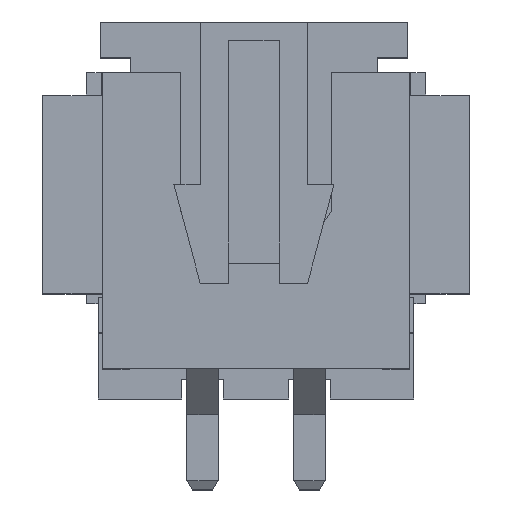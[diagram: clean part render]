
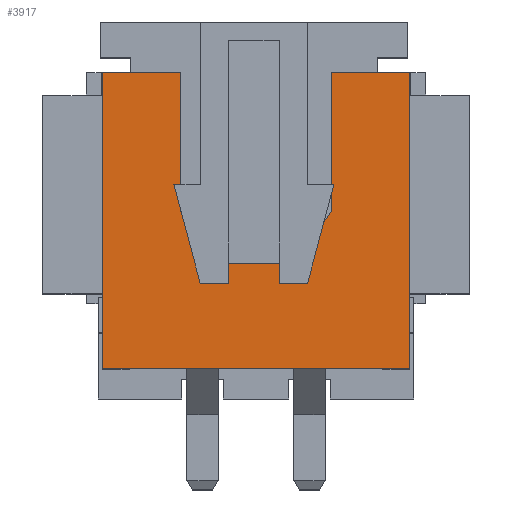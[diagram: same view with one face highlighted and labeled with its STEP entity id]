
A CAD part, top view. The second image highlights one B-rep face of the part: STEP entity #3917.
In plain terms, the highlighted planar face has unit normal (0, 0, 1).
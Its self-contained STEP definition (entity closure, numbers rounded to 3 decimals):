
#238=PLANE('',#4145);
#438=FACE_OUTER_BOUND('',#647,.T.);
#647=EDGE_LOOP('',(#3145,#3146,#3147,#3148,#3149,#3150,#3151,#3152,#3153,
#3154));
#971=LINE('',#5657,#1504);
#972=LINE('',#5659,#1505);
#973=LINE('',#5661,#1506);
#974=LINE('',#5663,#1507);
#975=LINE('',#5665,#1508);
#976=LINE('',#5667,#1509);
#977=LINE('',#5669,#1510);
#978=LINE('',#5671,#1511);
#979=LINE('',#5673,#1512);
#980=LINE('',#5674,#1513);
#1504=VECTOR('',#4642,1000.);
#1505=VECTOR('',#4643,1000.);
#1506=VECTOR('',#4644,1000.);
#1507=VECTOR('',#4645,1000.);
#1508=VECTOR('',#4646,1000.);
#1509=VECTOR('',#4647,1000.);
#1510=VECTOR('',#4648,1000.);
#1511=VECTOR('',#4649,1000.);
#1512=VECTOR('',#4650,1000.);
#1513=VECTOR('',#4651,1000.);
#1992=VERTEX_POINT('',#5655);
#1993=VERTEX_POINT('',#5656);
#1994=VERTEX_POINT('',#5658);
#1995=VERTEX_POINT('',#5660);
#1996=VERTEX_POINT('',#5662);
#1997=VERTEX_POINT('',#5664);
#1998=VERTEX_POINT('',#5666);
#1999=VERTEX_POINT('',#5668);
#2000=VERTEX_POINT('',#5670);
#2001=VERTEX_POINT('',#5672);
#2413=EDGE_CURVE('',#1992,#1993,#971,.T.);
#2414=EDGE_CURVE('',#1994,#1992,#972,.T.);
#2415=EDGE_CURVE('',#1995,#1994,#973,.T.);
#2416=EDGE_CURVE('',#1996,#1995,#974,.T.);
#2417=EDGE_CURVE('',#1997,#1996,#975,.T.);
#2418=EDGE_CURVE('',#1997,#1998,#976,.T.);
#2419=EDGE_CURVE('',#1999,#1998,#977,.T.);
#2420=EDGE_CURVE('',#2000,#1999,#978,.T.);
#2421=EDGE_CURVE('',#2000,#2001,#979,.T.);
#2422=EDGE_CURVE('',#2001,#1993,#980,.T.);
#3145=ORIENTED_EDGE('',*,*,#2413,.F.);
#3146=ORIENTED_EDGE('',*,*,#2414,.F.);
#3147=ORIENTED_EDGE('',*,*,#2415,.F.);
#3148=ORIENTED_EDGE('',*,*,#2416,.F.);
#3149=ORIENTED_EDGE('',*,*,#2417,.F.);
#3150=ORIENTED_EDGE('',*,*,#2418,.T.);
#3151=ORIENTED_EDGE('',*,*,#2419,.F.);
#3152=ORIENTED_EDGE('',*,*,#2420,.F.);
#3153=ORIENTED_EDGE('',*,*,#2421,.T.);
#3154=ORIENTED_EDGE('',*,*,#2422,.T.);
#3917=ADVANCED_FACE('',(#438),#238,.F.);
#4145=AXIS2_PLACEMENT_3D('',#5654,#4640,#4641);
#4640=DIRECTION('center_axis',(0.,0.,-1.));
#4641=DIRECTION('ref_axis',(-1.,0.,0.));
#4642=DIRECTION('',(0.,1.,0.));
#4643=DIRECTION('',(0.582,0.813,0.));
#4644=DIRECTION('',(1.,0.,0.));
#4645=DIRECTION('',(0.582,-0.813,0.));
#4646=DIRECTION('',(0.,-1.,0.));
#4647=DIRECTION('',(-1.,0.,0.));
#4648=DIRECTION('',(0.,1.,0.));
#4649=DIRECTION('',(-1.,0.,0.));
#4650=DIRECTION('',(0.,1.,0.));
#4651=DIRECTION('',(-1.,0.,0.));
#5654=CARTESIAN_POINT('Origin',(3.645,2.87,5.918));
#5655=CARTESIAN_POINT('',(1.791,6.6,5.918));
#5656=CARTESIAN_POINT('',(1.791,9.906,5.918));
#5657=CARTESIAN_POINT('',(1.791,6.6,5.918));
#5658=CARTESIAN_POINT('',(0.902,5.359,5.918));
#5659=CARTESIAN_POINT('',(0.902,5.359,5.918));
#5660=CARTESIAN_POINT('',(-0.902,5.359,5.918));
#5661=CARTESIAN_POINT('',(-0.902,5.359,5.918));
#5662=CARTESIAN_POINT('',(-1.791,6.6,5.918));
#5663=CARTESIAN_POINT('',(-1.791,6.6,5.918));
#5664=CARTESIAN_POINT('',(-1.791,9.906,5.918));
#5665=CARTESIAN_POINT('',(-1.791,9.906,5.918));
#5666=CARTESIAN_POINT('',(-3.645,9.906,5.918));
#5667=CARTESIAN_POINT('',(3.645,9.906,5.918));
#5668=CARTESIAN_POINT('',(-3.645,2.87,5.918));
#5669=CARTESIAN_POINT('',(-3.645,2.87,5.918));
#5670=CARTESIAN_POINT('',(3.645,2.87,5.918));
#5671=CARTESIAN_POINT('',(3.645,2.87,5.918));
#5672=CARTESIAN_POINT('',(3.645,9.906,5.918));
#5673=CARTESIAN_POINT('',(3.645,2.87,5.918));
#5674=CARTESIAN_POINT('',(3.645,9.906,5.918));
